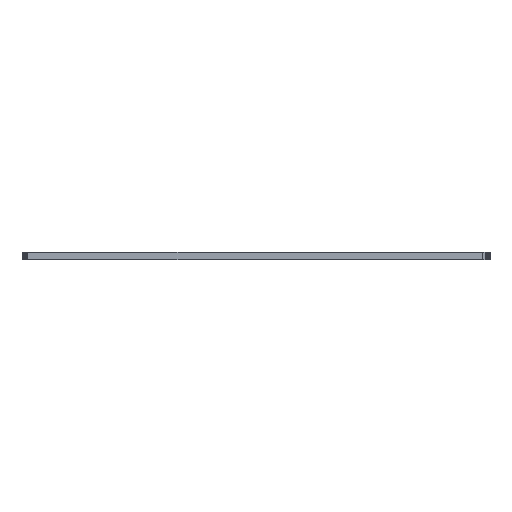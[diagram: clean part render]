
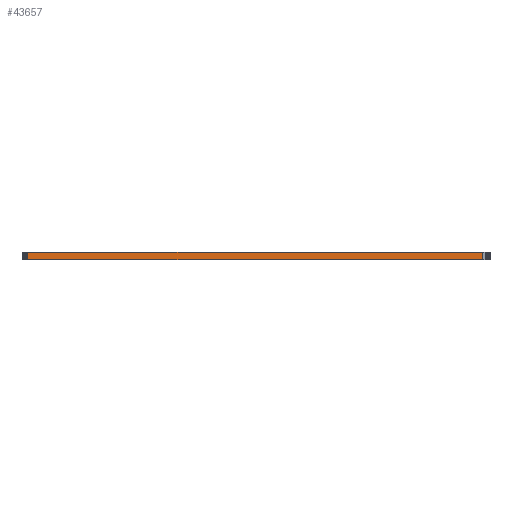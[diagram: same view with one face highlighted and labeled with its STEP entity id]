
A CAD part, left-side view. The second image highlights one B-rep face of the part: STEP entity #43657.
In plain terms, the highlighted planar face has unit normal (-1, 0, 0).
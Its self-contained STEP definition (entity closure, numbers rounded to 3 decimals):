
#90 = PLANE('',#91);
#91 = AXIS2_PLACEMENT_3D('',#92,#93,#94);
#92 = CARTESIAN_POINT('',(190.836,-80.161,1.58));
#93 = DIRECTION('',(-0.,-0.,-1.));
#94 = DIRECTION('',(-1.,0.,0.));
#144 = PLANE('',#145);
#145 = AXIS2_PLACEMENT_3D('',#146,#147,#148);
#146 = CARTESIAN_POINT('',(190.836,-80.161,0.));
#147 = DIRECTION('',(-0.,-0.,-1.));
#148 = DIRECTION('',(-1.,0.,0.));
#2129 = VERTEX_POINT('',#2130);
#2130 = CARTESIAN_POINT('',(28.786,-124.938,0.));
#2144 = PLANE('',#2145);
#2145 = AXIS2_PLACEMENT_3D('',#2146,#2147,#2148);
#2146 = CARTESIAN_POINT('',(28.786,-125.5,0.));
#2147 = DIRECTION('',(-1.,0.,0.));
#2148 = DIRECTION('',(0.,1.,0.));
#2156 = EDGE_CURVE('',#2129,#2157,#2159,.T.);
#2157 = VERTEX_POINT('',#2158);
#2158 = CARTESIAN_POINT('',(28.786,-31.97,0.));
#2159 = SURFACE_CURVE('',#2160,(#2164,#2171),.PCURVE_S1.);
#2160 = LINE('',#2161,#2162);
#2161 = CARTESIAN_POINT('',(28.786,-124.938,0.));
#2162 = VECTOR('',#2163,1.);
#2163 = DIRECTION('',(0.,1.,0.));
#2164 = PCURVE('',#144,#2165);
#2165 = DEFINITIONAL_REPRESENTATION('',(#2166),#2170);
#2166 = LINE('',#2167,#2168);
#2167 = CARTESIAN_POINT('',(162.051,-44.777));
#2168 = VECTOR('',#2169,1.);
#2169 = DIRECTION('',(0.,1.));
#2170 = ( GEOMETRIC_REPRESENTATION_CONTEXT(2) 
PARAMETRIC_REPRESENTATION_CONTEXT() REPRESENTATION_CONTEXT('2D SPACE',''
  ) );
#2171 = PCURVE('',#2172,#2177);
#2172 = PLANE('',#2173);
#2173 = AXIS2_PLACEMENT_3D('',#2174,#2175,#2176);
#2174 = CARTESIAN_POINT('',(28.786,-124.938,0.));
#2175 = DIRECTION('',(-1.,0.,0.));
#2176 = DIRECTION('',(0.,1.,0.));
#2177 = DEFINITIONAL_REPRESENTATION('',(#2178),#2182);
#2178 = LINE('',#2179,#2180);
#2179 = CARTESIAN_POINT('',(0.,0.));
#2180 = VECTOR('',#2181,1.);
#2181 = DIRECTION('',(1.,0.));
#2182 = ( GEOMETRIC_REPRESENTATION_CONTEXT(2) 
PARAMETRIC_REPRESENTATION_CONTEXT() REPRESENTATION_CONTEXT('2D SPACE',''
  ) );
#2200 = PLANE('',#2201);
#2201 = AXIS2_PLACEMENT_3D('',#2202,#2203,#2204);
#2202 = CARTESIAN_POINT('',(28.786,-31.97,0.));
#2203 = DIRECTION('',(-0.996,0.087,0.));
#2204 = DIRECTION('',(0.087,0.996,0.));
#24970 = VERTEX_POINT('',#24971);
#24971 = CARTESIAN_POINT('',(28.786,-124.938,1.58));
#24992 = EDGE_CURVE('',#24970,#24993,#24995,.T.);
#24993 = VERTEX_POINT('',#24994);
#24994 = CARTESIAN_POINT('',(28.786,-31.97,1.58));
#24995 = SURFACE_CURVE('',#24996,(#25000,#25007),.PCURVE_S1.);
#24996 = LINE('',#24997,#24998);
#24997 = CARTESIAN_POINT('',(28.786,-124.938,1.58));
#24998 = VECTOR('',#24999,1.);
#24999 = DIRECTION('',(0.,1.,0.));
#25000 = PCURVE('',#90,#25001);
#25001 = DEFINITIONAL_REPRESENTATION('',(#25002),#25006);
#25002 = LINE('',#25003,#25004);
#25003 = CARTESIAN_POINT('',(162.051,-44.777));
#25004 = VECTOR('',#25005,1.);
#25005 = DIRECTION('',(0.,1.));
#25006 = ( GEOMETRIC_REPRESENTATION_CONTEXT(2) 
PARAMETRIC_REPRESENTATION_CONTEXT() REPRESENTATION_CONTEXT('2D SPACE',''
  ) );
#25007 = PCURVE('',#2172,#25008);
#25008 = DEFINITIONAL_REPRESENTATION('',(#25009),#25013);
#25009 = LINE('',#25010,#25011);
#25010 = CARTESIAN_POINT('',(0.,-1.58));
#25011 = VECTOR('',#25012,1.);
#25012 = DIRECTION('',(1.,0.));
#25013 = ( GEOMETRIC_REPRESENTATION_CONTEXT(2) 
PARAMETRIC_REPRESENTATION_CONTEXT() REPRESENTATION_CONTEXT('2D SPACE',''
  ) );
#43607 = EDGE_CURVE('',#2157,#24993,#43608,.T.);
#43608 = SURFACE_CURVE('',#43609,(#43613,#43620),.PCURVE_S1.);
#43609 = LINE('',#43610,#43611);
#43610 = CARTESIAN_POINT('',(28.786,-31.97,0.));
#43611 = VECTOR('',#43612,1.);
#43612 = DIRECTION('',(0.,0.,1.));
#43613 = PCURVE('',#2200,#43614);
#43614 = DEFINITIONAL_REPRESENTATION('',(#43615),#43619);
#43615 = LINE('',#43616,#43617);
#43616 = CARTESIAN_POINT('',(0.,0.));
#43617 = VECTOR('',#43618,1.);
#43618 = DIRECTION('',(0.,-1.));
#43619 = ( GEOMETRIC_REPRESENTATION_CONTEXT(2) 
PARAMETRIC_REPRESENTATION_CONTEXT() REPRESENTATION_CONTEXT('2D SPACE',''
  ) );
#43620 = PCURVE('',#2172,#43621);
#43621 = DEFINITIONAL_REPRESENTATION('',(#43622),#43626);
#43622 = LINE('',#43623,#43624);
#43623 = CARTESIAN_POINT('',(92.969,0.));
#43624 = VECTOR('',#43625,1.);
#43625 = DIRECTION('',(0.,-1.));
#43626 = ( GEOMETRIC_REPRESENTATION_CONTEXT(2) 
PARAMETRIC_REPRESENTATION_CONTEXT() REPRESENTATION_CONTEXT('2D SPACE',''
  ) );
#43657 = ADVANCED_FACE('',(#43658),#2172,.T.);
#43658 = FACE_BOUND('',#43659,.T.);
#43659 = EDGE_LOOP('',(#43660,#43681,#43682,#43683));
#43660 = ORIENTED_EDGE('',*,*,#43661,.T.);
#43661 = EDGE_CURVE('',#2129,#24970,#43662,.T.);
#43662 = SURFACE_CURVE('',#43663,(#43667,#43674),.PCURVE_S1.);
#43663 = LINE('',#43664,#43665);
#43664 = CARTESIAN_POINT('',(28.786,-124.938,0.));
#43665 = VECTOR('',#43666,1.);
#43666 = DIRECTION('',(0.,0.,1.));
#43667 = PCURVE('',#2172,#43668);
#43668 = DEFINITIONAL_REPRESENTATION('',(#43669),#43673);
#43669 = LINE('',#43670,#43671);
#43670 = CARTESIAN_POINT('',(0.,0.));
#43671 = VECTOR('',#43672,1.);
#43672 = DIRECTION('',(0.,-1.));
#43673 = ( GEOMETRIC_REPRESENTATION_CONTEXT(2) 
PARAMETRIC_REPRESENTATION_CONTEXT() REPRESENTATION_CONTEXT('2D SPACE',''
  ) );
#43674 = PCURVE('',#2144,#43675);
#43675 = DEFINITIONAL_REPRESENTATION('',(#43676),#43680);
#43676 = LINE('',#43677,#43678);
#43677 = CARTESIAN_POINT('',(0.562,0.));
#43678 = VECTOR('',#43679,1.);
#43679 = DIRECTION('',(0.,-1.));
#43680 = ( GEOMETRIC_REPRESENTATION_CONTEXT(2) 
PARAMETRIC_REPRESENTATION_CONTEXT() REPRESENTATION_CONTEXT('2D SPACE',''
  ) );
#43681 = ORIENTED_EDGE('',*,*,#24992,.T.);
#43682 = ORIENTED_EDGE('',*,*,#43607,.F.);
#43683 = ORIENTED_EDGE('',*,*,#2156,.F.);
